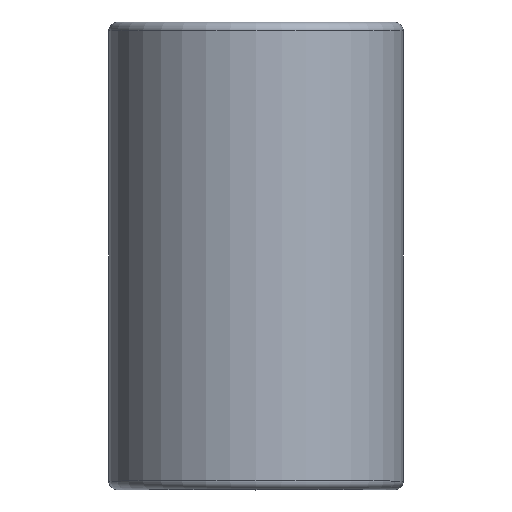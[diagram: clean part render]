
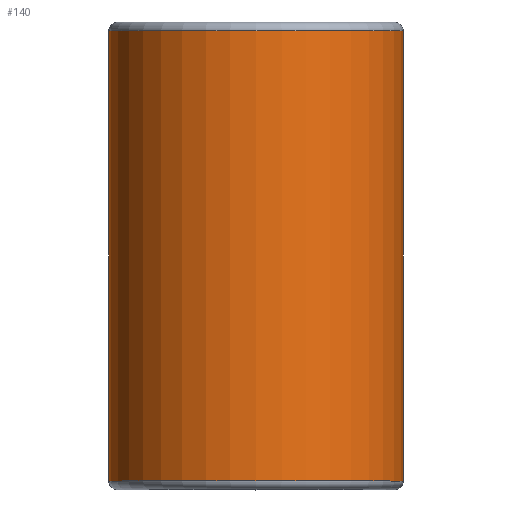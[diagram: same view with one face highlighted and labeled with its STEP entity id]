
A CAD part, top view. The second image highlights one B-rep face of the part: STEP entity #140.
In plain terms, the highlighted cylindrical face has radius 8.5 mm (diameter 17 mm), a full revolution.
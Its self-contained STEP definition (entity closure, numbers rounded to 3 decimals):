
#15=CYLINDRICAL_SURFACE($,#164,8.5);
#28=FACE_BOUND($,#60,.T.);
#41=FACE_OUTER_BOUND($,#59,.T.);
#59=EDGE_LOOP($,(#119));
#60=EDGE_LOOP($,(#120));
#77=CIRCLE($,#163,8.5);
#78=CIRCLE($,#165,8.5);
#89=VERTEX_POINT($,#246);
#90=VERTEX_POINT($,#249);
#101=EDGE_CURVE($,#89,#89,#77,.T.);
#102=EDGE_CURVE($,#90,#90,#78,.T.);
#119=ORIENTED_EDGE($,*,*,#102,.F.);
#120=ORIENTED_EDGE($,*,*,#101,.F.);
#140=ADVANCED_FACE($,(#41,#28),#15,.T.);
#163=AXIS2_PLACEMENT_3D($,#247,#204,#205);
#164=AXIS2_PLACEMENT_3D($,#248,#206,#207);
#165=AXIS2_PLACEMENT_3D($,#250,#208,#209);
#204=DIRECTION('center_axis',(0.,1.,0.));
#205=DIRECTION('ref_axis',(0.,0.,1.));
#206=DIRECTION('center_axis',(0.,-1.,0.));
#207=DIRECTION('ref_axis',(0.,0.,-1.));
#208=DIRECTION('center_axis',(0.,-1.,0.));
#209=DIRECTION('ref_axis',(0.,0.,1.));
#246=CARTESIAN_POINT('',(0.,13.,-8.5));
#247=CARTESIAN_POINT('Origin',(0.,13.,0.));
#248=CARTESIAN_POINT('Origin',(0.,0.,0.));
#249=CARTESIAN_POINT('',(0.,-13.,-8.5));
#250=CARTESIAN_POINT('Origin',(0.,-13.,0.));
